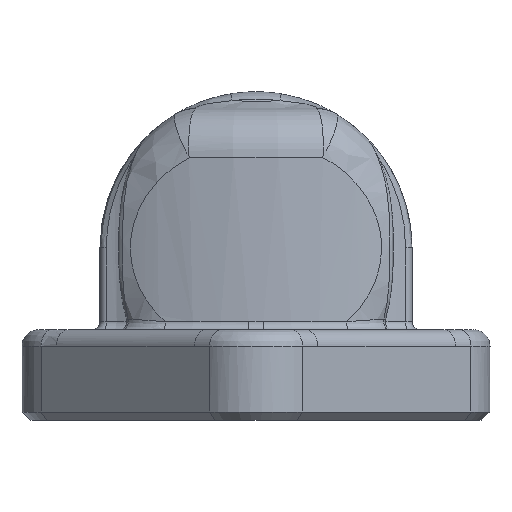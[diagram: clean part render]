
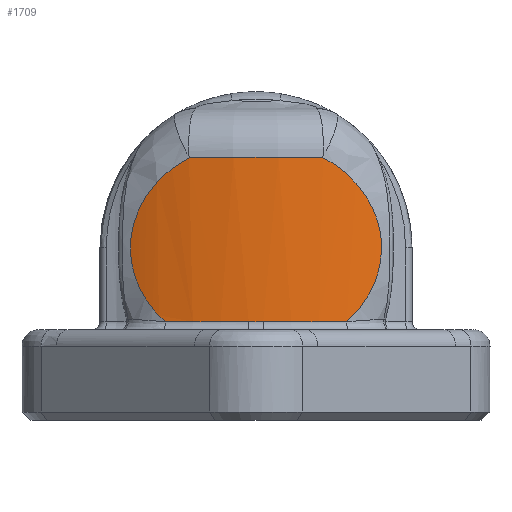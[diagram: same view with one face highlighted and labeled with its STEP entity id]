
A CAD part, front view. The second image highlights one B-rep face of the part: STEP entity #1709.
In plain terms, the highlighted cylindrical face has radius 40 mm (diameter 80 mm), a partial arc.
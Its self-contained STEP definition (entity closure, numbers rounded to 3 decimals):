
#198=CYLINDRICAL_SURFACE('',#1895,40.);
#247=B_SPLINE_CURVE_WITH_KNOTS('',3,(#2945,#2946,#2947,#2948),
 .UNSPECIFIED.,.F.,.F.,(4,4),(0.,1.),.UNSPECIFIED.);
#312=B_SPLINE_CURVE_WITH_KNOTS('',3,(#5142,#5143,#5144,#5145,#5146,#5147,
#5148,#5149,#5150,#5151,#5152,#5153,#5154,#5155,#5156,#5157,#5158),
 .UNSPECIFIED.,.F.,.F.,(4,1,1,1,1,1,1,1,1,1,1,1,1,1,4),(0.,0.063,0.125,
0.188,0.25,0.313,0.375,0.5,0.563,0.625,0.688,0.75,0.813,0.875,1.),
 .UNSPECIFIED.);
#314=B_SPLINE_CURVE_WITH_KNOTS('',3,(#5275,#5276,#5277,#5278,#5279,#5280,
#5281,#5282,#5283,#5284,#5285,#5286,#5287,#5288,#5289,#5290,#5291),
 .UNSPECIFIED.,.F.,.F.,(4,1,1,1,1,1,1,1,1,1,1,1,1,1,4),(0.,0.125,0.188,
0.25,0.313,0.375,0.438,0.5,0.625,0.688,0.75,0.813,0.875,0.938,1.),
 .UNSPECIFIED.);
#765=ORIENTED_EDGE('',*,*,#1013,.T.);
#766=ORIENTED_EDGE('',*,*,#841,.T.);
#767=ORIENTED_EDGE('',*,*,#843,.T.);
#768=ORIENTED_EDGE('',*,*,#849,.T.);
#769=ORIENTED_EDGE('',*,*,#1009,.T.);
#770=ORIENTED_EDGE('',*,*,#1011,.T.);
#841=EDGE_CURVE('',#1068,#1071,#1201,.T.);
#843=EDGE_CURVE('',#1071,#1073,#247,.F.);
#849=EDGE_CURVE('',#1073,#1077,#1204,.T.);
#1009=EDGE_CURVE('',#1077,#1162,#312,.T.);
#1011=EDGE_CURVE('',#1162,#1177,#1263,.T.);
#1013=EDGE_CURVE('',#1177,#1068,#314,.T.);
#1068=VERTEX_POINT('',#2926);
#1071=VERTEX_POINT('',#2935);
#1073=VERTEX_POINT('',#2944);
#1077=VERTEX_POINT('',#3008);
#1162=VERTEX_POINT('',#4621);
#1177=VERTEX_POINT('',#5017);
#1201=CIRCLE('',#1743,40.);
#1204=CIRCLE('',#1748,40.);
#1263=CIRCLE('',#1848,40.);
#1416=EDGE_LOOP('',(#765,#766,#767,#768,#769,#770));
#1563=FACE_BOUND('',#1416,.T.);
#1709=ADVANCED_FACE('',(#1563),#198,.T.);
#1743=AXIS2_PLACEMENT_3D('',#2936,#1928,#1929);
#1748=AXIS2_PLACEMENT_3D('',#3009,#1938,#1939);
#1848=AXIS2_PLACEMENT_3D('',#5171,#2176,#2177);
#1895=AXIS2_PLACEMENT_3D('',#5450,#2280,#2281);
#1928=DIRECTION('',(0.,0.,1.));
#1929=DIRECTION('',(-1.,0.,0.));
#1938=DIRECTION('',(0.,0.,1.));
#1939=DIRECTION('',(-1.,0.,0.));
#2176=DIRECTION('',(0.,0.,-1.));
#2177=DIRECTION('',(1.,0.,0.));
#2280=DIRECTION('',(0.,0.,-1.));
#2281=DIRECTION('',(-1.,0.,0.));
#2926=CARTESIAN_POINT('',(-11.036,-10.769,12.));
#2935=CARTESIAN_POINT('',(-0.887,-12.312,12.));
#2936=CARTESIAN_POINT('',(0.,27.678,12.));
#2944=CARTESIAN_POINT('',(0.887,-12.312,12.));
#2945=CARTESIAN_POINT('',(0.887,-12.318,12.));
#2946=CARTESIAN_POINT('',(0.296,-12.318,12.));
#2947=CARTESIAN_POINT('',(-0.296,-12.318,12.));
#2948=CARTESIAN_POINT('',(-0.887,-12.318,12.));
#3008=CARTESIAN_POINT('',(11.036,-10.769,12.));
#3009=CARTESIAN_POINT('',(0.,27.678,12.));
#4621=CARTESIAN_POINT('',(8.151,-11.482,32.));
#5017=CARTESIAN_POINT('',(-8.151,-11.482,32.));
#5142=CARTESIAN_POINT('',(11.036,-10.769,12.));
#5143=CARTESIAN_POINT('',(11.416,-10.66,12.336));
#5144=CARTESIAN_POINT('',(12.13,-10.443,13.043));
#5145=CARTESIAN_POINT('',(13.041,-10.14,14.158));
#5146=CARTESIAN_POINT('',(13.877,-9.84,15.469));
#5147=CARTESIAN_POINT('',(14.5,-9.602,16.78));
#5148=CARTESIAN_POINT('',(14.989,-9.408,18.267));
#5149=CARTESIAN_POINT('',(15.348,-9.26,20.235));
#5150=CARTESIAN_POINT('',(15.294,-9.283,22.318));
#5151=CARTESIAN_POINT('',(14.846,-9.466,24.244));
#5152=CARTESIAN_POINT('',(14.296,-9.682,25.695));
#5153=CARTESIAN_POINT('',(13.617,-9.936,26.978));
#5154=CARTESIAN_POINT('',(12.731,-10.246,28.25));
#5155=CARTESIAN_POINT('',(11.778,-10.553,29.331));
#5156=CARTESIAN_POINT('',(10.28,-10.993,30.703));
#5157=CARTESIAN_POINT('',(9.05,-11.295,31.518));
#5158=CARTESIAN_POINT('',(8.151,-11.482,32.));
#5171=CARTESIAN_POINT('',(0.,27.678,32.));
#5275=CARTESIAN_POINT('',(-8.151,-11.482,32.));
#5276=CARTESIAN_POINT('',(-9.046,-11.296,31.521));
#5277=CARTESIAN_POINT('',(-10.263,-10.997,30.716));
#5278=CARTESIAN_POINT('',(-11.776,-10.554,29.334));
#5279=CARTESIAN_POINT('',(-12.737,-10.244,28.242));
#5280=CARTESIAN_POINT('',(-13.616,-9.936,26.979));
#5281=CARTESIAN_POINT('',(-14.292,-9.683,25.705));
#5282=CARTESIAN_POINT('',(-14.846,-9.466,24.246));
#5283=CARTESIAN_POINT('',(-15.295,-9.283,22.318));
#5284=CARTESIAN_POINT('',(-15.345,-9.261,20.209));
#5285=CARTESIAN_POINT('',(-14.987,-9.409,18.265));
#5286=CARTESIAN_POINT('',(-14.505,-9.601,16.792));
#5287=CARTESIAN_POINT('',(-13.883,-9.838,15.481));
#5288=CARTESIAN_POINT('',(-13.055,-10.135,14.177));
#5289=CARTESIAN_POINT('',(-12.136,-10.441,13.049));
#5290=CARTESIAN_POINT('',(-11.418,-10.659,12.339));
#5291=CARTESIAN_POINT('',(-11.036,-10.769,12.));
#5450=CARTESIAN_POINT('',(0.,27.678,38.));
